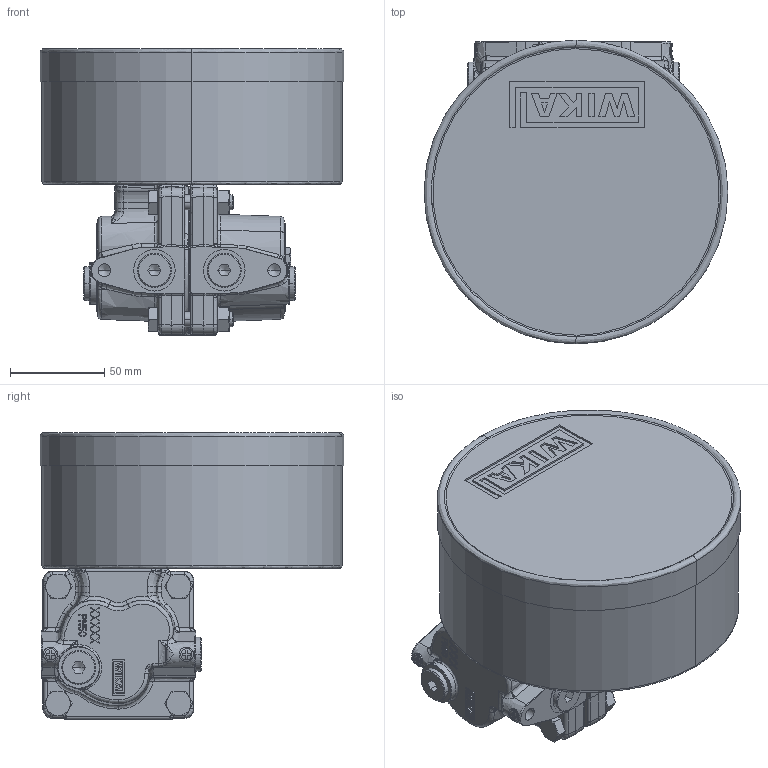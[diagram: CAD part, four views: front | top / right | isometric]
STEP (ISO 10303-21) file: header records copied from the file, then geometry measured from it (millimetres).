
FILE_DESCRIPTION((''),'2;1');
FILE_NAME('712_15_160_OHNE_VENTIL','2011-02-07T',('muenchc'),(''),'PRO/ENGINEER BY PARAMETRIC TECHNOLOGY CORPORATION, 2009380','PRO/ENGINEER BY PARAMETRIC TECHNOLOGY CORPORATION, 2009380','');
FILE_SCHEMA(('AUTOMOTIVE_DESIGN_CC2 { 1 2 10303 214 -1 1 5 2 }'));
Products named in the file (1): 712_15_160_OHNE_VENTIL
Bounding box: 161 x 161 x 152 mm (x, y, z)
Volume: 1757020.4 mm3; surface area: 143857.9 mm2
Topology: 1 solids, 1 shells, 1635 faces, 4112 edges, 2542 vertices
Faces by surface type: bspline 1635
Entity records: 91015 total; most frequent: CARTESIAN_POINT 47079, ORIENTED_EDGE 8162, EDGE_CURVE 4081, DIRECTION 4066, VERTEX_POINT 2542, VECTOR 2344, LINE 2344, EDGE_LOOP 1743
